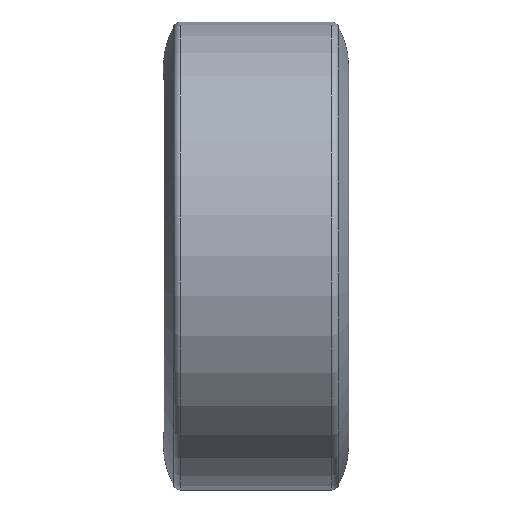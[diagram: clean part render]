
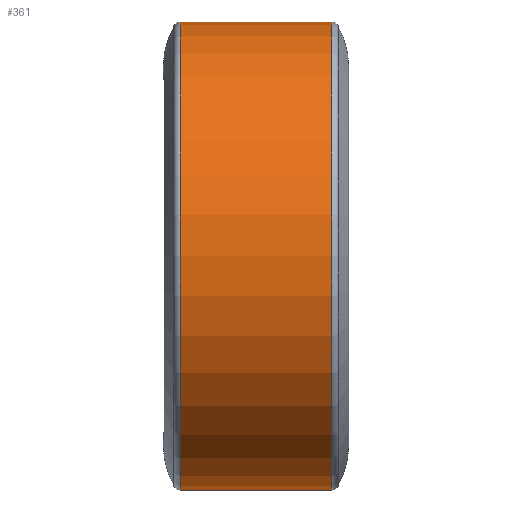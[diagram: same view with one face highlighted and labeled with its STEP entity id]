
A CAD part, top view. The second image highlights one B-rep face of the part: STEP entity #361.
In plain terms, the highlighted cylindrical face has radius 3.15 mm (diameter 6.3 mm), a partial arc.
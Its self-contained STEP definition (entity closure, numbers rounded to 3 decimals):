
#99=CARTESIAN_POINT('',(-1.074,0.,0.));
#100=DIRECTION('',(-1.,0.,0.));
#101=DIRECTION('',(0.,-1.,0.));
#102=AXIS2_PLACEMENT_3D('',#99,#100,#101);
#104=CARTESIAN_POINT('',(0.959,0.,0.));
#105=DIRECTION('',(-1.,0.,0.));
#106=DIRECTION('',(0.,-1.,0.));
#107=AXIS2_PLACEMENT_3D('',#104,#105,#106);
#114=DIRECTION('',(-1.,0.,0.));
#115=VECTOR('',#114,2.033);
#116=CARTESIAN_POINT('',(0.959,-3.15,0.));
#117=LINE('',#116,#115);
#123=DIRECTION('',(-1.,0.,0.));
#124=VECTOR('',#123,2.033);
#125=CARTESIAN_POINT('',(0.959,3.15,0.));
#126=LINE('',#125,#124);
#161=CARTESIAN_POINT('',(-1.074,-3.15,0.));
#162=CARTESIAN_POINT('',(-1.074,3.15,0.));
#163=VERTEX_POINT('',#161);
#164=VERTEX_POINT('',#162);
#173=CARTESIAN_POINT('',(0.959,-3.15,0.));
#174=CARTESIAN_POINT('',(0.959,3.15,0.));
#175=VERTEX_POINT('',#173);
#176=VERTEX_POINT('',#174);
#348=CARTESIAN_POINT('',(-1.432,0.,0.));
#349=DIRECTION('',(1.,0.,0.));
#350=DIRECTION('',(0.,-1.,0.));
#351=AXIS2_PLACEMENT_3D('',#348,#349,#350);
#352=CYLINDRICAL_SURFACE('',#351,3.15);
#353=ORIENTED_EDGE('',*,*,#213,.T.);
#355=ORIENTED_EDGE('',*,*,#354,.F.);
#356=ORIENTED_EDGE('',*,*,#338,.F.);
#358=ORIENTED_EDGE('',*,*,#357,.T.);
#359=EDGE_LOOP('',(#353,#355,#356,#358));
#360=FACE_OUTER_BOUND('',#359,.F.);
#361=ADVANCED_FACE('',(#360),#352,.T.);
#103=CIRCLE('',#102,3.15);
#108=CIRCLE('',#107,3.15);
#213=EDGE_CURVE('',#163,#164,#103,.T.);
#338=EDGE_CURVE('',#175,#176,#108,.T.);
#354=EDGE_CURVE('',#176,#164,#126,.T.);
#357=EDGE_CURVE('',#175,#163,#117,.T.);
